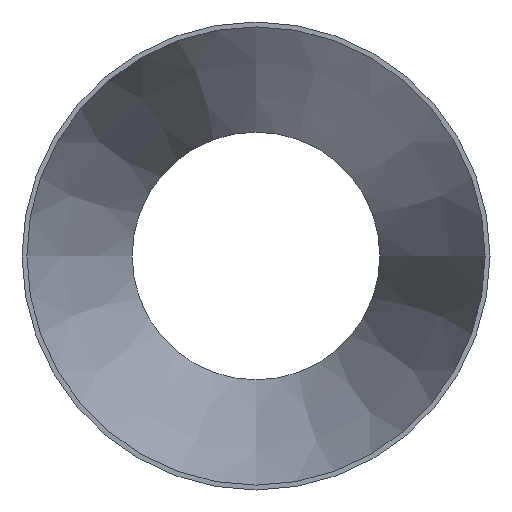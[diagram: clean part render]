
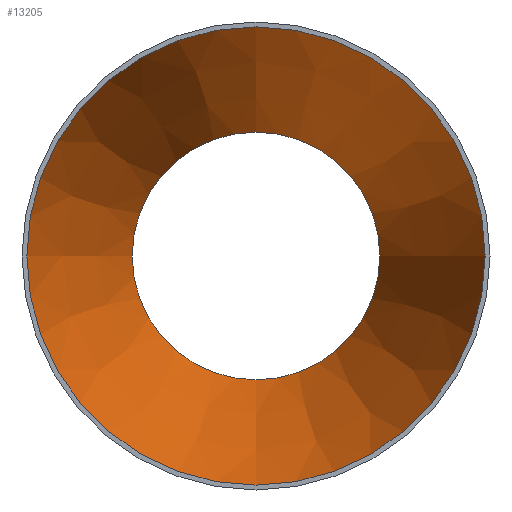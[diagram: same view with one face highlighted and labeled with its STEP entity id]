
A CAD part, front view. The second image highlights one B-rep face of the part: STEP entity #13205.
In plain terms, the highlighted conical face has half-angle 18.735 degrees and reference radius 149.832 mm.
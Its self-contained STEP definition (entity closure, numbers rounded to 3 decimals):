
#2213 = DIRECTION ( 'NONE',  ( 0., -1., 0. ) ) ;
#6724 = DIRECTION ( 'NONE',  ( 0., 0., -1. ) ) ;
#9674 = CARTESIAN_POINT ( 'NONE',  ( 0., 203., 0. ) ) ;
#12654 = AXIS2_PLACEMENT_3D ( 'NONE', #42309, #38799, #6724 ) ;
#13171 = DIRECTION ( 'NONE',  ( 0., -1., 0. ) ) ;
#13205 = ADVANCED_FACE ( 'NONE', ( #31779, #17474 ), #14136, .F. ) ;
#13274 = VERTEX_POINT ( 'NONE', #25650 ) ;
#14136 = CONICAL_SURFACE ( 'NONE', #12654, 149.832, 0.327 ) ;
#17474 = FACE_OUTER_BOUND ( 'NONE', #25743, .T. ) ;
#17561 = AXIS2_PLACEMENT_3D ( 'NONE', #45976, #13171, #27690 ) ;
#18175 = EDGE_CURVE ( 'NONE', #13274, #13274, #37765, .T. ) ;
#20420 = AXIS2_PLACEMENT_3D ( 'NONE', #9674, #2213, #38258 ) ;
#21669 = ORIENTED_EDGE ( 'NONE', *, *, #18175, .T. ) ;
#24173 = CIRCLE ( 'NONE', #20420, 80.982 ) ;
#24788 = ORIENTED_EDGE ( 'NONE', *, *, #39074, .F. ) ;
#25650 = CARTESIAN_POINT ( 'NONE',  ( 0., 0., -149.832 ) ) ;
#25743 = EDGE_LOOP ( 'NONE', ( #21669 ) ) ;
#27690 = DIRECTION ( 'NONE',  ( 0., 0., -1. ) ) ;
#28700 = CARTESIAN_POINT ( 'NONE',  ( 0., 203., -80.982 ) ) ;
#31779 = FACE_BOUND ( 'NONE', #34599, .T. ) ;
#34599 = EDGE_LOOP ( 'NONE', ( #24788 ) ) ;
#35975 = VERTEX_POINT ( 'NONE', #28700 ) ;
#37765 = CIRCLE ( 'NONE', #17561, 149.832 ) ;
#38258 = DIRECTION ( 'NONE',  ( 0., 0., -1. ) ) ;
#38799 = DIRECTION ( 'NONE',  ( 0., -1., 0. ) ) ;
#39074 = EDGE_CURVE ( 'NONE', #35975, #35975, #24173, .T. ) ;
#42309 = CARTESIAN_POINT ( 'NONE',  ( 0., 0., 0. ) ) ;
#45976 = CARTESIAN_POINT ( 'NONE',  ( 0., 0., 0. ) ) ;
